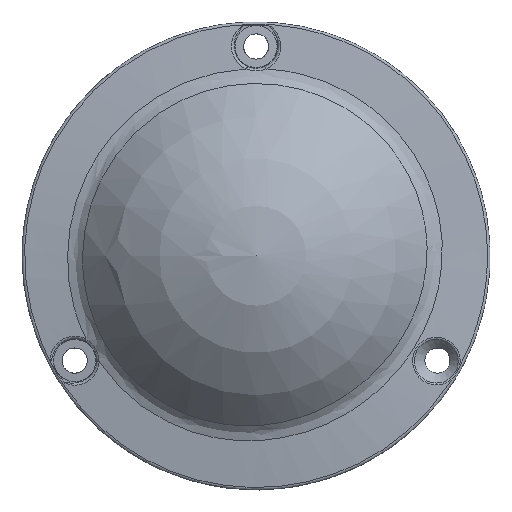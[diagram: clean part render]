
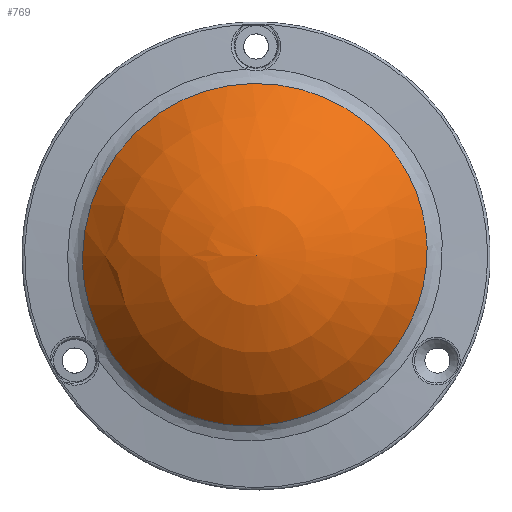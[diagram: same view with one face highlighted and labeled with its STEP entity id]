
A CAD part, top view. The second image highlights one B-rep face of the part: STEP entity #769.
In plain terms, the highlighted spherical face has radius 20.25 mm.
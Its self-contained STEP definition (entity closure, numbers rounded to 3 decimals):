
#16=SPHERICAL_SURFACE('',#844,20.25);
#84=CIRCLE('',#845,20.25);
#133=FACE_OUTER_BOUND('',#186,.T.);
#186=EDGE_LOOP('',(#713,#714,#715,#716));
#294=B_SPLINE_CURVE_WITH_KNOTS('',3,(#2728,#2729,#2730,#2731,#2732,#2733,
#2734,#2735,#2736,#2737,#2738,#2739,#2740,#2741,#2742,#2743,#2744,#2745,
#2746,#2747),.UNSPECIFIED.,.F.,.F.,(4,1,2,1,1,1,2,1,1,1,2,1,1,1,4),(-9.855,
-8.938,-8.022,-7.432,-6.842,
-6.252,-5.662,-5.057,-4.451,
-3.997,-3.241,-2.602,-1.964,
-1.325,-0.708),.UNSPECIFIED.);
#295=B_SPLINE_CURVE_WITH_KNOTS('',3,(#2748,#2749,#2750,#2751,#2752,#2753),
 .UNSPECIFIED.,.F.,.F.,(4,2,4),(-0.708,-0.687,0.),
 .UNSPECIFIED.);
#368=VERTEX_POINT('',#2725);
#369=VERTEX_POINT('',#2727);
#371=VERTEX_POINT('',#2759);
#483=EDGE_CURVE('',#368,#369,#294,.T.);
#484=EDGE_CURVE('',#369,#368,#295,.T.);
#486=EDGE_CURVE('',#371,#369,#84,.T.);
#713=ORIENTED_EDGE('',*,*,#483,.F.);
#714=ORIENTED_EDGE('',*,*,#484,.F.);
#715=ORIENTED_EDGE('',*,*,#486,.F.);
#716=ORIENTED_EDGE('',*,*,#486,.T.);
#769=ADVANCED_FACE('',(#133),#16,.T.);
#844=AXIS2_PLACEMENT_3D('',#2758,#993,#994);
#845=AXIS2_PLACEMENT_3D('',#2760,#995,#996);
#993=DIRECTION('center_axis',(0.,0.,1.));
#994=DIRECTION('ref_axis',(1.,0.,0.));
#995=DIRECTION('center_axis',(0.,-1.,0.));
#996=DIRECTION('ref_axis',(-1.,0.,0.));
#2725=CARTESIAN_POINT('',(-55.449,15.224,14.233));
#2727=CARTESIAN_POINT('',(-57.093,8.35,14.136));
#2728=CARTESIAN_POINT('Ctrl Pts',(-55.449,15.224,14.233));
#2729=CARTESIAN_POINT('Ctrl Pts',(-54.102,17.986,14.255));
#2730=CARTESIAN_POINT('Ctrl Pts',(-49.797,22.727,14.243));
#2731=CARTESIAN_POINT('Ctrl Pts',(-43.579,24.309,14.262));
#2732=CARTESIAN_POINT('Ctrl Pts',(-38.534,24.095,14.266));
#2733=CARTESIAN_POINT('Ctrl Pts',(-34.608,23.207,14.244));
#2734=CARTESIAN_POINT('Ctrl Pts',(-29.621,19.797,14.226));
#2735=CARTESIAN_POINT('Ctrl Pts',(-26.241,14.787,14.236));
#2736=CARTESIAN_POINT('Ctrl Pts',(-25.429,10.834,14.326));
#2737=CARTESIAN_POINT('Ctrl Pts',(-25.428,6.83,14.483));
#2738=CARTESIAN_POINT('Ctrl Pts',(-26.282,2.783,14.716));
#2739=CARTESIAN_POINT('Ctrl Pts',(-29.465,-1.909,14.988));
#2740=CARTESIAN_POINT('Ctrl Pts',(-34.28,-5.716,14.987));
#2741=CARTESIAN_POINT('Ctrl Pts',(-38.222,-7.035,14.738));
#2742=CARTESIAN_POINT('Ctrl Pts',(-42.877,-7.401,14.44));
#2743=CARTESIAN_POINT('Ctrl Pts',(-47.209,-6.831,14.183));
#2744=CARTESIAN_POINT('Ctrl Pts',(-52.782,-3.351,13.981));
#2745=CARTESIAN_POINT('Ctrl Pts',(-56.376,2.057,13.992));
#2746=CARTESIAN_POINT('Ctrl Pts',(-57.124,6.283,14.096));
#2747=CARTESIAN_POINT('Ctrl Pts',(-57.093,8.35,14.136));
#2748=CARTESIAN_POINT('Ctrl Pts',(-57.093,8.35,14.136));
#2749=CARTESIAN_POINT('Ctrl Pts',(-57.092,8.422,14.138));
#2750=CARTESIAN_POINT('Ctrl Pts',(-57.09,8.494,14.139));
#2751=CARTESIAN_POINT('Ctrl Pts',(-57.022,10.868,14.185));
#2752=CARTESIAN_POINT('Ctrl Pts',(-56.459,13.155,14.216));
#2753=CARTESIAN_POINT('Ctrl Pts',(-55.449,15.224,14.233));
#2758=CARTESIAN_POINT('Origin',(-41.15,8.35,1.65));
#2759=CARTESIAN_POINT('',(-41.15,8.35,21.9));
#2760=CARTESIAN_POINT('Origin',(-41.15,8.35,1.65));
